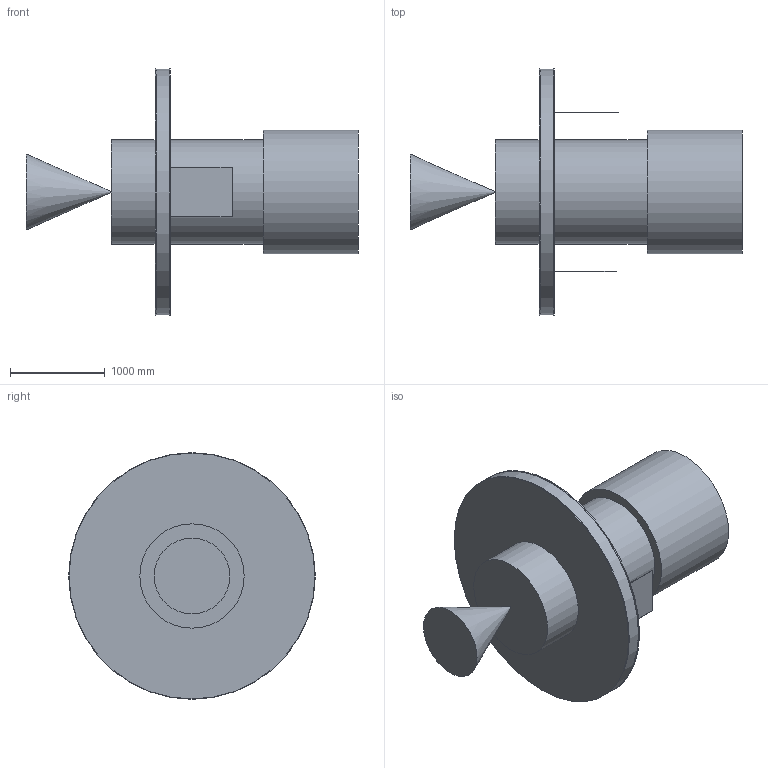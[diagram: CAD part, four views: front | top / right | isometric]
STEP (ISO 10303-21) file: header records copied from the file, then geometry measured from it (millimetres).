
FILE_DESCRIPTION(('FreeCAD Model'),'2;1');
FILE_NAME('Open CASCADE Shape Model','2025-11-11T01:11:33',('Author'),( ''),'Open CASCADE STEP processor 7.8','FreeCAD','Unknown');
FILE_SCHEMA(('AUTOMOTIVE_DESIGN { 1 0 10303 214 1 1 1 1 }'));
Length unit declared in the file: millimetre
Products named in the file (1): SolarProbe_Solid
Bounding box: 3500 x 2600 x 2600 mm (x, y, z)
Volume: 3704140410.5 mm3; surface area: 33605502.1 mm2
Topology: 1 solids, 1 shells, 27 faces, 48 edges, 32 vertices
Faces by surface type: plane 19, cylinder 7, cone 1
Full cylindrical faces by diameter (mm): 1100 x3, 1300 x1, 2592 x1, 2600 x2
Entity records: 1288 total; most frequent: CARTESIAN_POINT 221, DIRECTION 199, ORIENTED_EDGE 96, PCURVE 96, DEFINITIONAL_REPRESENTATION 96, LINE 95, VECTOR 95, EDGE_CURVE 48
